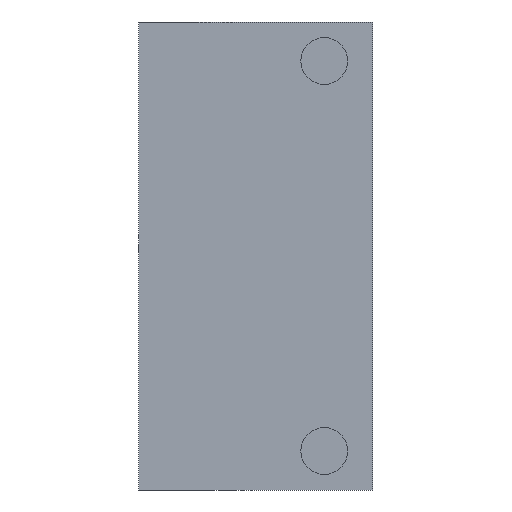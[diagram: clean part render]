
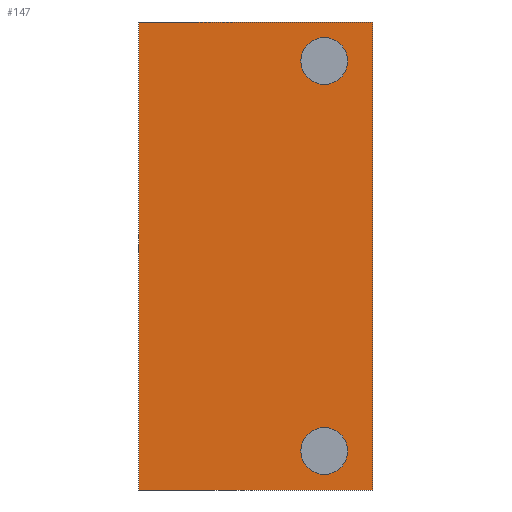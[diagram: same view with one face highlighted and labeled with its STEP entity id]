
A CAD part, front view. The second image highlights one B-rep face of the part: STEP entity #147.
In plain terms, the highlighted planar face has unit normal (0, -1, 0).
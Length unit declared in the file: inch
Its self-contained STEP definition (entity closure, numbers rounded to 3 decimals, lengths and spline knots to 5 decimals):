
#15=LINE($,#228,#27);
#19=LINE($,#235,#31);
#22=LINE($,#241,#34);
#24=LINE($,#244,#36);
#27=VECTOR($,#188,0.24);
#31=VECTOR($,#194,0.12);
#34=VECTOR($,#199,0.24);
#36=VECTOR($,#203,0.12);
#43=PLANE($,#164);
#47=FACE_BOUND($,#69,.T.);
#48=FACE_BOUND($,#70,.T.);
#49=FACE_BOUND($,#71,.T.);
#69=EDGE_LOOP($,(#127));
#70=EDGE_LOOP($,(#128));
#71=EDGE_LOOP($,(#129,#130,#131,#132));
#74=CIRCLE($,#154,0.012);
#76=CIRCLE($,#158,0.012);
#78=VERTEX_POINT($,#212);
#80=VERTEX_POINT($,#218);
#83=VERTEX_POINT($,#225);
#84=VERTEX_POINT($,#227);
#86=VERTEX_POINT($,#233);
#88=VERTEX_POINT($,#239);
#90=EDGE_CURVE($,#78,#78,#74,.T.);
#92=EDGE_CURVE($,#80,#80,#76,.T.);
#95=EDGE_CURVE($,#83,#84,#15,.T.);
#99=EDGE_CURVE($,#86,#83,#19,.T.);
#102=EDGE_CURVE($,#88,#86,#22,.T.);
#104=EDGE_CURVE($,#84,#88,#24,.T.);
#127=ORIENTED_EDGE($,*,*,#90,.T.);
#128=ORIENTED_EDGE($,*,*,#92,.T.);
#129=ORIENTED_EDGE($,*,*,#104,.F.);
#130=ORIENTED_EDGE($,*,*,#95,.F.);
#131=ORIENTED_EDGE($,*,*,#99,.F.);
#132=ORIENTED_EDGE($,*,*,#102,.F.);
#147=ADVANCED_FACE($,(#47,#48,#49),#43,.F.);
#154=AXIS2_PLACEMENT_3D($,#213,#172,#173);
#158=AXIS2_PLACEMENT_3D($,#219,#180,#181);
#164=AXIS2_PLACEMENT_3D($,#245,#204,#205);
#172=DIRECTION('center_axis',(0.,1.,0.));
#173=DIRECTION('ref_axis',(1.,0.,0.));
#180=DIRECTION('center_axis',(0.,1.,0.));
#181=DIRECTION('ref_axis',(1.,0.,0.));
#188=DIRECTION($,(0.,0.,1.));
#194=DIRECTION($,(-1.,0.,0.));
#199=DIRECTION($,(0.,0.,-1.));
#203=DIRECTION($,(1.,0.,0.));
#204=DIRECTION('center_axis',(0.,1.,0.));
#205=DIRECTION('ref_axis',(0.,0.,1.));
#212=CARTESIAN_POINT('',(0.027,0.,0.1));
#213=CARTESIAN_POINT('Origin',(0.039,0.,0.1));
#218=CARTESIAN_POINT('',(0.027,0.,-0.1));
#219=CARTESIAN_POINT('Origin',(0.039,0.,-0.1));
#225=CARTESIAN_POINT('',(-0.056,0.,-0.12));
#227=CARTESIAN_POINT('',(-0.056,0.,0.12));
#228=CARTESIAN_POINT($,(-0.056,0.,-0.12));
#233=CARTESIAN_POINT('',(0.064,0.,-0.12));
#235=CARTESIAN_POINT($,(0.064,0.,-0.12));
#239=CARTESIAN_POINT('',(0.064,0.,0.12));
#241=CARTESIAN_POINT($,(0.064,0.,0.12));
#244=CARTESIAN_POINT($,(-0.056,0.,0.12));
#245=CARTESIAN_POINT('Origin',(0.004,0.,0.));
